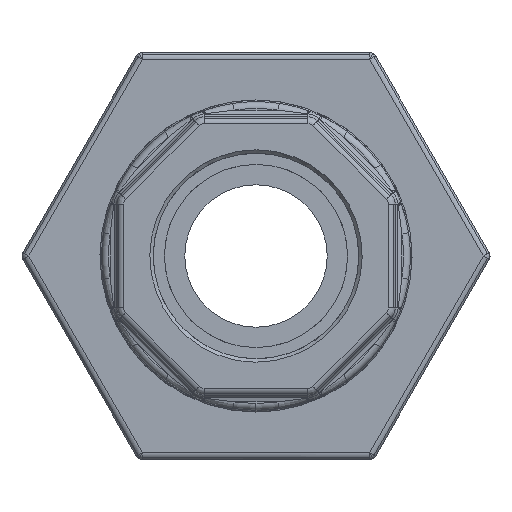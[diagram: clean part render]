
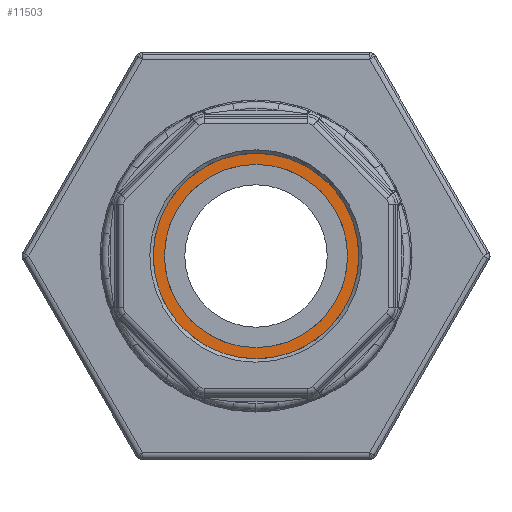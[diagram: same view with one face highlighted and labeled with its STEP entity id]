
A CAD part, left-side view. The second image highlights one B-rep face of the part: STEP entity #11503.
In plain terms, the highlighted planar face has unit normal (-1, 0, 0).
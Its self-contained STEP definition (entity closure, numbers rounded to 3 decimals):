
#11476=CARTESIAN_POINT('',(-80.,-0.,0.));
#11477=DIRECTION('',(-1.,-0.,0.));
#11478=DIRECTION('',(0.,0.,-1.));
#11479=AXIS2_PLACEMENT_3D('',#11476,#11477,#11478);
#11480=PLANE('',#11479);
#11481=CARTESIAN_POINT('',(-80.,0.,-15.146));
#11482=VERTEX_POINT('',#11481);
#11483=CARTESIAN_POINT('',(-80.,-0.,0.));
#11484=DIRECTION('',(-1.,-0.,-0.));
#11485=DIRECTION('',(0.,0.,-1.));
#11486=AXIS2_PLACEMENT_3D('',#11483,#11484,#11485);
#11487=CIRCLE('',#11486,15.146);
#11488=EDGE_CURVE('',#11482,#11482,#11487,.T.);
#11489=ORIENTED_EDGE('',*,*,#11488,.T.);
#11490=EDGE_LOOP('',(#11489));
#11491=FACE_BOUND('',#11490,.T.);
#11492=CARTESIAN_POINT('',(-80.,-0.,-13.5));
#11493=VERTEX_POINT('',#11492);
#11494=CARTESIAN_POINT('',(-80.,-0.,0.));
#11495=DIRECTION('',(1.,0.,0.));
#11496=DIRECTION('',(0.,0.,-1.));
#11497=AXIS2_PLACEMENT_3D('',#11494,#11495,#11496);
#11498=CIRCLE('',#11497,13.5);
#11499=EDGE_CURVE('',#11493,#11493,#11498,.T.);
#11500=ORIENTED_EDGE('',*,*,#11499,.T.);
#11501=EDGE_LOOP('',(#11500));
#11502=FACE_BOUND('',#11501,.T.);
#11503=ADVANCED_FACE('',(#11491,#11502),#11480,.T.);
